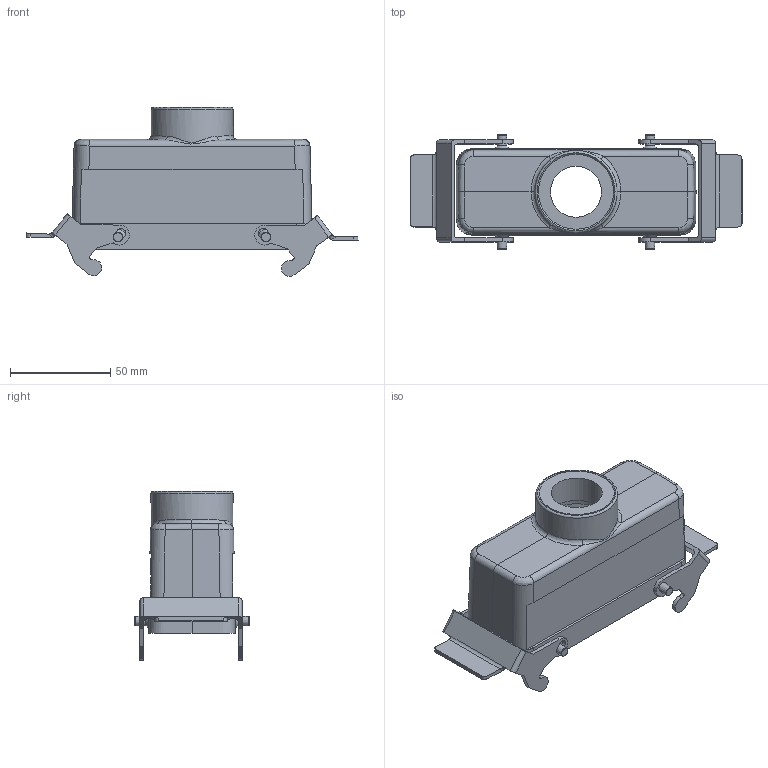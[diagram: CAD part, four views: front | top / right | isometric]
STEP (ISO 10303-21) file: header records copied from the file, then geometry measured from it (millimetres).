
FILE_DESCRIPTION((''),'2;1');
FILE_NAME('04300241465.stp','2020-07-08T08:22:35',('e.eickhoff'),(''),'Autodesk Inventor 2012','Autodesk Inventor 2012','');
FILE_SCHEMA(('AUTOMOTIVE_DESIGN { 1 0 10303 214 1 1 1 1 }'));
Length unit declared in the file: millimetre
Products named in the file (4): 04300241465; Metallbügel Quer; M25-PG29 Adapter
Assembly tree (4 placements, depth 2):
  04300241465
    04300241465
    Metallbügel Quer  x2
    M25-PG29 Adapter
Bounding box: 165.98 x 57.2 x 84.51 mm (x, y, z)
Volume: 84460.3 mm3; surface area: 58897.2 mm2
Topology: 4 solids, 4 shells, 369 faces, 957 edges, 607 vertices
Faces by surface type: plane 202, cylinder 101, bspline 38, cone 19, torus 9
Full cylindrical faces by diameter (mm): 3 x4, 25.5 x1, 32 x1, 37 x1, 37.5 x1, 41 x1
Entity records: 11063 total; most frequent: CARTESIAN_POINT 3333, ORIENTED_EDGE 1546, DIRECTION 1537, EDGE_CURVE 773, AXIS2_PLACEMENT_3D 528, VERTEX_POINT 505, VECTOR 481, LINE 481
